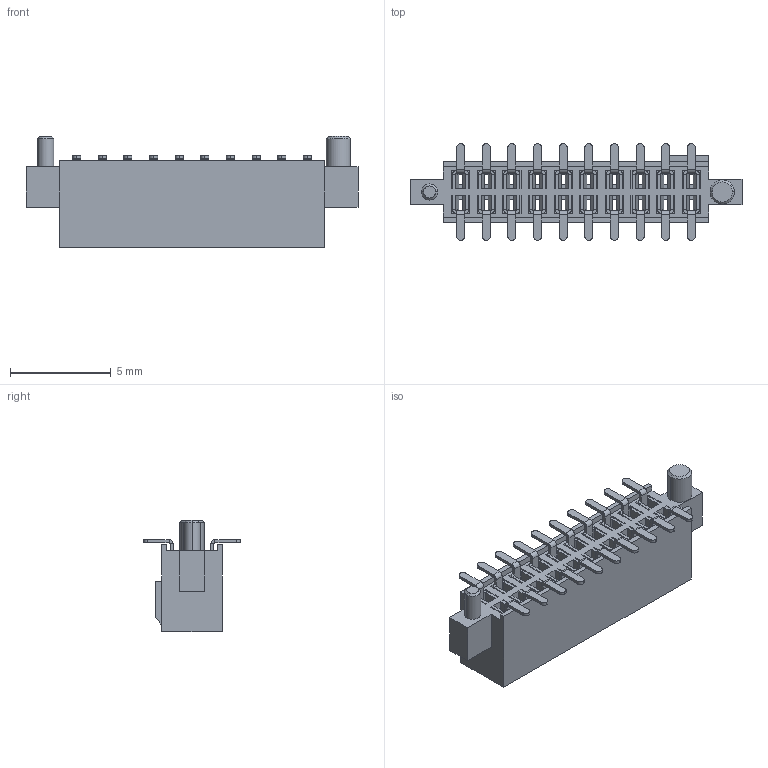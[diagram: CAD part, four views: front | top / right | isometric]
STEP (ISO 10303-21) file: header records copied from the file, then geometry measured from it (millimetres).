
FILE_DESCRIPTION (( 'STEP AP214' ), '1' );
FILE_NAME ('FFH12723-D20S1XX4K6MA-REF.STEP', '2026-03-06T01:00:01', ( '' ), ( '' ), 'SwSTEP 2.0', 'SolidWorks 2021', '' );
FILE_SCHEMA (( 'AUTOMOTIVE_DESIGN' ));
Length unit declared in the file: millimetre
Products named in the file (1): FFH12723-D20S1XX4K6MA-REF
Bounding box: 16.45 x 4.8 x 5.5 mm (x, y, z)
Volume: 130.7 mm3; surface area: 787.6 mm2
Topology: 1 solids, 1 shells, 1432 faces, 3500 edges, 2012 vertices
Faces by surface type: plane 1104, cylinder 324, cone 4
Entity records: 40798 total; most frequent: DIRECTION 7018, ORIENTED_EDGE 7000, CARTESIAN_POINT 6945, EDGE_CURVE 3500, VECTOR 2848, LINE 2848, AXIS2_PLACEMENT_3D 2085, VERTEX_POINT 2012
